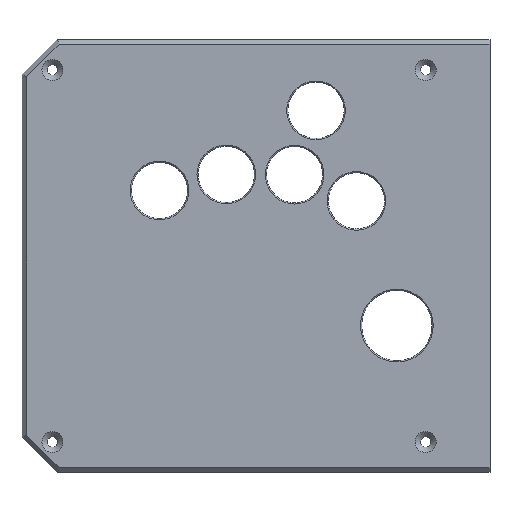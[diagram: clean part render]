
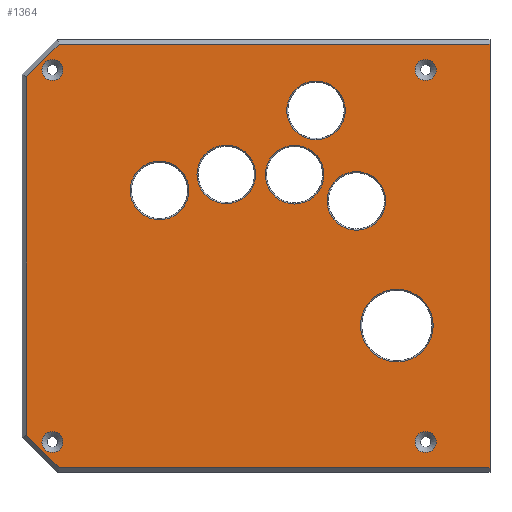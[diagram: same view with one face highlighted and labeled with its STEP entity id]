
A CAD part, top view. The second image highlights one B-rep face of the part: STEP entity #1364.
In plain terms, the highlighted planar face has unit normal (0, 0, 1).
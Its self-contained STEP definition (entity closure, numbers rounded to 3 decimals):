
#70=FACE_BOUND('',#254,.T.);
#71=FACE_BOUND('',#255,.T.);
#72=FACE_BOUND('',#256,.T.);
#73=FACE_BOUND('',#257,.T.);
#74=FACE_BOUND('',#258,.T.);
#75=FACE_BOUND('',#259,.T.);
#76=FACE_BOUND('',#260,.T.);
#77=FACE_BOUND('',#261,.T.);
#78=FACE_BOUND('',#262,.T.);
#79=FACE_BOUND('',#263,.T.);
#90=PLANE('',#1528);
#146=FACE_OUTER_BOUND('',#253,.T.);
#253=EDGE_LOOP('',(#1082,#1083,#1084,#1085,#1086,#1087));
#254=EDGE_LOOP('',(#1088));
#255=EDGE_LOOP('',(#1089));
#256=EDGE_LOOP('',(#1090));
#257=EDGE_LOOP('',(#1091));
#258=EDGE_LOOP('',(#1092));
#259=EDGE_LOOP('',(#1093));
#260=EDGE_LOOP('',(#1094));
#261=EDGE_LOOP('',(#1095));
#262=EDGE_LOOP('',(#1096));
#263=EDGE_LOOP('',(#1097));
#346=LINE('',#2306,#431);
#347=LINE('',#2308,#432);
#348=LINE('',#2310,#433);
#349=LINE('',#2312,#434);
#350=LINE('',#2314,#435);
#351=LINE('',#2315,#436);
#431=VECTOR('',#1878,10.);
#432=VECTOR('',#1879,10.);
#433=VECTOR('',#1880,10.);
#434=VECTOR('',#1881,10.);
#435=VECTOR('',#1882,10.);
#436=VECTOR('',#1883,10.);
#551=CIRCLE('',#1527,12.525);
#552=CIRCLE('',#1529,12.525);
#553=CIRCLE('',#1530,12.525);
#554=CIRCLE('',#1531,15.525);
#555=CIRCLE('',#1532,4.5);
#556=CIRCLE('',#1533,4.5);
#557=CIRCLE('',#1534,4.5);
#558=CIRCLE('',#1535,4.5);
#559=CIRCLE('',#1536,12.525);
#560=CIRCLE('',#1537,12.525);
#659=VERTEX_POINT('',#2300);
#660=VERTEX_POINT('',#2304);
#661=VERTEX_POINT('',#2305);
#662=VERTEX_POINT('',#2307);
#663=VERTEX_POINT('',#2309);
#664=VERTEX_POINT('',#2311);
#665=VERTEX_POINT('',#2313);
#666=VERTEX_POINT('',#2316);
#667=VERTEX_POINT('',#2318);
#668=VERTEX_POINT('',#2320);
#669=VERTEX_POINT('',#2322);
#670=VERTEX_POINT('',#2324);
#671=VERTEX_POINT('',#2326);
#672=VERTEX_POINT('',#2328);
#673=VERTEX_POINT('',#2330);
#674=VERTEX_POINT('',#2332);
#811=EDGE_CURVE('',#659,#659,#551,.T.);
#813=EDGE_CURVE('',#660,#661,#346,.T.);
#814=EDGE_CURVE('',#662,#660,#347,.T.);
#815=EDGE_CURVE('',#663,#662,#348,.T.);
#816=EDGE_CURVE('',#664,#663,#349,.T.);
#817=EDGE_CURVE('',#665,#664,#350,.T.);
#818=EDGE_CURVE('',#665,#661,#351,.T.);
#819=EDGE_CURVE('',#666,#666,#552,.T.);
#820=EDGE_CURVE('',#667,#667,#553,.T.);
#821=EDGE_CURVE('',#668,#668,#554,.T.);
#822=EDGE_CURVE('',#669,#669,#555,.T.);
#823=EDGE_CURVE('',#670,#670,#556,.T.);
#824=EDGE_CURVE('',#671,#671,#557,.T.);
#825=EDGE_CURVE('',#672,#672,#558,.T.);
#826=EDGE_CURVE('',#673,#673,#559,.T.);
#827=EDGE_CURVE('',#674,#674,#560,.T.);
#1082=ORIENTED_EDGE('',*,*,#813,.F.);
#1083=ORIENTED_EDGE('',*,*,#814,.F.);
#1084=ORIENTED_EDGE('',*,*,#815,.F.);
#1085=ORIENTED_EDGE('',*,*,#816,.F.);
#1086=ORIENTED_EDGE('',*,*,#817,.F.);
#1087=ORIENTED_EDGE('',*,*,#818,.T.);
#1088=ORIENTED_EDGE('',*,*,#819,.F.);
#1089=ORIENTED_EDGE('',*,*,#820,.F.);
#1090=ORIENTED_EDGE('',*,*,#821,.F.);
#1091=ORIENTED_EDGE('',*,*,#822,.F.);
#1092=ORIENTED_EDGE('',*,*,#823,.F.);
#1093=ORIENTED_EDGE('',*,*,#824,.F.);
#1094=ORIENTED_EDGE('',*,*,#825,.F.);
#1095=ORIENTED_EDGE('',*,*,#826,.F.);
#1096=ORIENTED_EDGE('',*,*,#827,.F.);
#1097=ORIENTED_EDGE('',*,*,#811,.F.);
#1364=ADVANCED_FACE('',(#146,#70,#71,#72,#73,#74,#75,#76,#77,#78,#79),#90,
 .T.);
#1527=AXIS2_PLACEMENT_3D('',#2301,#1873,#1874);
#1528=AXIS2_PLACEMENT_3D('',#2303,#1876,#1877);
#1529=AXIS2_PLACEMENT_3D('',#2317,#1884,#1885);
#1530=AXIS2_PLACEMENT_3D('',#2319,#1886,#1887);
#1531=AXIS2_PLACEMENT_3D('',#2321,#1888,#1889);
#1532=AXIS2_PLACEMENT_3D('',#2323,#1890,#1891);
#1533=AXIS2_PLACEMENT_3D('',#2325,#1892,#1893);
#1534=AXIS2_PLACEMENT_3D('',#2327,#1894,#1895);
#1535=AXIS2_PLACEMENT_3D('',#2329,#1896,#1897);
#1536=AXIS2_PLACEMENT_3D('',#2331,#1898,#1899);
#1537=AXIS2_PLACEMENT_3D('',#2333,#1900,#1901);
#1873=DIRECTION('center_axis',(0.,0.,1.));
#1874=DIRECTION('ref_axis',(-1.,0.,0.));
#1876=DIRECTION('center_axis',(0.,0.,1.));
#1877=DIRECTION('ref_axis',(1.,0.,0.));
#1878=DIRECTION('',(1.,0.,0.));
#1879=DIRECTION('',(0.707,0.707,0.));
#1880=DIRECTION('',(0.,1.,0.));
#1881=DIRECTION('',(-0.707,0.707,0.));
#1882=DIRECTION('',(-1.,0.,0.));
#1883=DIRECTION('',(0.,1.,0.));
#1884=DIRECTION('center_axis',(0.,0.,1.));
#1885=DIRECTION('ref_axis',(-1.,0.,0.));
#1886=DIRECTION('center_axis',(0.,0.,1.));
#1887=DIRECTION('ref_axis',(-1.,0.,0.));
#1888=DIRECTION('center_axis',(0.,0.,1.));
#1889=DIRECTION('ref_axis',(-1.,0.,0.));
#1890=DIRECTION('center_axis',(0.,0.,1.));
#1891=DIRECTION('ref_axis',(-1.,0.,0.));
#1892=DIRECTION('center_axis',(0.,0.,1.));
#1893=DIRECTION('ref_axis',(-1.,0.,0.));
#1894=DIRECTION('center_axis',(0.,0.,1.));
#1895=DIRECTION('ref_axis',(-1.,0.,0.));
#1896=DIRECTION('center_axis',(0.,0.,1.));
#1897=DIRECTION('ref_axis',(-1.,0.,0.));
#1898=DIRECTION('center_axis',(0.,0.,1.));
#1899=DIRECTION('ref_axis',(-1.,0.,0.));
#1900=DIRECTION('center_axis',(0.,0.,1.));
#1901=DIRECTION('ref_axis',(-1.,0.,0.));
#2300=CARTESIAN_POINT('',(66.298,120.503,40.));
#2301=CARTESIAN_POINT('Origin',(53.773,120.503,40.));
#2303=CARTESIAN_POINT('Origin',(95.,92.5,40.));
#2304=CARTESIAN_POINT('',(10.828,183.,40.));
#2305=CARTESIAN_POINT('',(195.,183.,40.));
#2306=CARTESIAN_POINT('',(145.,183.,40.));
#2307=CARTESIAN_POINT('',(-3.,169.172,40.));
#2308=CARTESIAN_POINT('',(5.789,177.961,40.));
#2309=CARTESIAN_POINT('',(-3.,15.828,40.));
#2310=CARTESIAN_POINT('',(-3.,138.75,40.));
#2311=CARTESIAN_POINT('',(10.828,2.,40.));
#2312=CARTESIAN_POINT('',(5.789,7.039,40.));
#2313=CARTESIAN_POINT('',(195.,2.,40.));
#2314=CARTESIAN_POINT('',(45.,2.,40.));
#2315=CARTESIAN_POINT('',(195.,0.,40.));
#2316=CARTESIAN_POINT('',(94.809,127.361,40.));
#2317=CARTESIAN_POINT('Origin',(82.284,127.361,40.));
#2318=CARTESIAN_POINT('',(124.003,127.239,40.));
#2319=CARTESIAN_POINT('Origin',(111.478,127.239,40.));
#2320=CARTESIAN_POINT('',(170.725,62.775,40.));
#2321=CARTESIAN_POINT('Origin',(155.2,62.775,40.));
#2322=CARTESIAN_POINT('',(172.,13.,40.));
#2323=CARTESIAN_POINT('Origin',(167.5,13.,40.));
#2324=CARTESIAN_POINT('',(12.5,172.,40.));
#2325=CARTESIAN_POINT('Origin',(8.,172.,40.));
#2326=CARTESIAN_POINT('',(12.5,13.,40.));
#2327=CARTESIAN_POINT('Origin',(8.,13.,40.));
#2328=CARTESIAN_POINT('',(172.,172.,40.));
#2329=CARTESIAN_POINT('Origin',(167.5,172.,40.));
#2330=CARTESIAN_POINT('',(150.448,116.039,40.));
#2331=CARTESIAN_POINT('Origin',(137.923,116.039,40.));
#2332=CARTESIAN_POINT('',(133.172,154.743,40.));
#2333=CARTESIAN_POINT('Origin',(120.647,154.743,40.));
